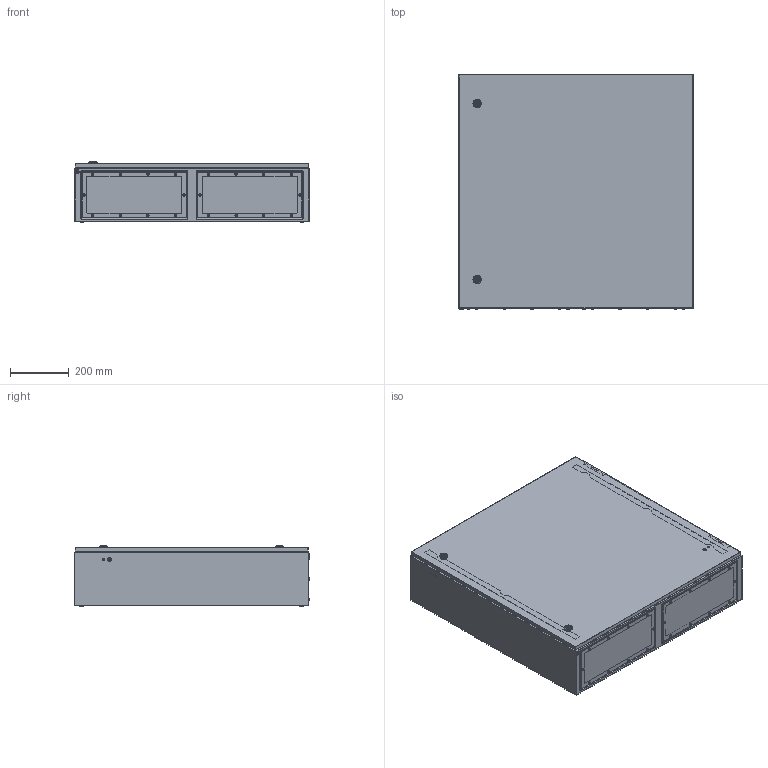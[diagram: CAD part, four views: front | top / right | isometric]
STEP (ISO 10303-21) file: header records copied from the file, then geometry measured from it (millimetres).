
FILE_DESCRIPTION (( 'STEP AP214' ), '1' );
FILE_NAME ('3331-8080-20-17.step', '2023-12-20T13:14:11', ( '' ), ( '' ), 'SwSTEP 2.0', 'SolidWorks 2019', '' );
FILE_SCHEMA (( 'AUTOMOTIVE_DESIGN' ));
Length unit declared in the file: millimetre
Products named in the file (6): Montageplattenbeipack_wg_8080; Korpus_wg_8080-20; Kabeleinfuehrungsplatte_wg_3080-7035-12-27; Montageplatte_wg_0331-8080-00-13; 3331-8080-20-17; Tuer_wg_3331-8080-00-97
Assembly tree (6 placements, depth 2):
  3331-8080-20-17
    Korpus_wg_8080-20
    Tuer_wg_3331-8080-00-97
    Kabeleinfuehrungsplatte_wg_3080-7035-12-27  x2
    Montageplatte_wg_0331-8080-00-13
    Montageplattenbeipack_wg_8080
Bounding box: 800 x 803.1 x 207 mm (x, y, z)
Volume: 4706970.9 mm3; surface area: 5423629.9 mm2
Topology: 46 solids, 46 shells, 2237 faces, 5684 edges, 3659 vertices
Faces by surface type: plane 1323, cylinder 648, cone 188, torus 44, sphere 18, bspline 16
Entity records: 72620 total; most frequent: CARTESIAN_POINT 18203, DIRECTION 9560, ORIENTED_EDGE 9392, EDGE_CURVE 4696, AXIS2_PLACEMENT_3D 3380, VERTEX_POINT 3043, LINE 2800, VECTOR 2800
